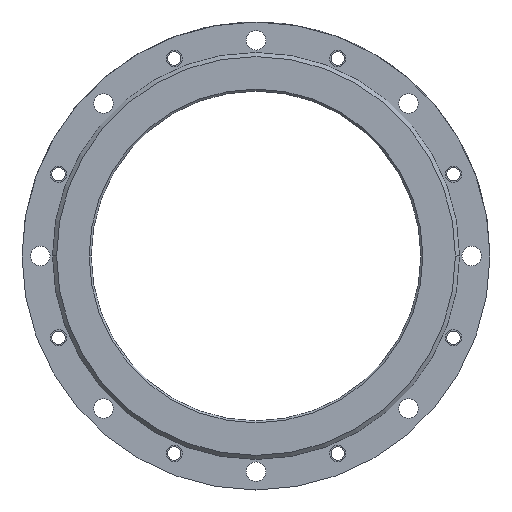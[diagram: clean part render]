
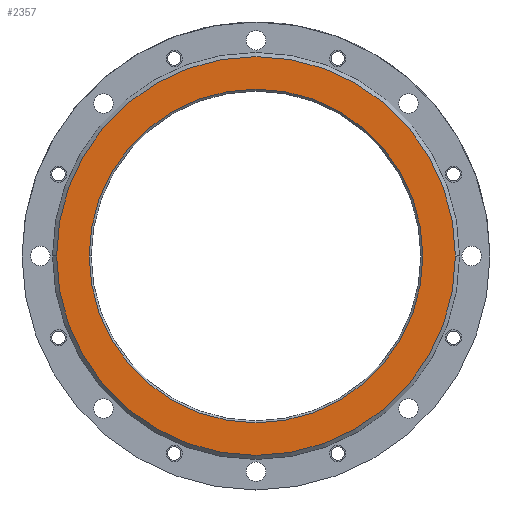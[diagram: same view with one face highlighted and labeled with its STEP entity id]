
A CAD part, front view. The second image highlights one B-rep face of the part: STEP entity #2357.
In plain terms, the highlighted planar face has unit normal (0, -1, 0).
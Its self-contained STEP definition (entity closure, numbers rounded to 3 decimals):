
#903=CARTESIAN_POINT('',(0.,0.,0.));
#904=DIRECTION('',(0.,-1.,0.));
#905=DIRECTION('',(1.,0.,0.));
#906=AXIS2_PLACEMENT_3D('',#903,#904,#905);
#908=CARTESIAN_POINT('',(0.,0.,0.));
#909=DIRECTION('',(0.,-1.,0.));
#910=DIRECTION('',(-1.,0.,0.));
#911=AXIS2_PLACEMENT_3D('',#908,#909,#910);
#913=CARTESIAN_POINT('',(0.,0.,
0.));
#914=DIRECTION('',(0.,-1.,0.));
#915=DIRECTION('',(-1.,0.,0.));
#916=AXIS2_PLACEMENT_3D('',#913,#914,#915);
#918=CARTESIAN_POINT('',(0.,0.,0.));
#919=DIRECTION('',(0.,-1.,0.));
#920=DIRECTION('',(1.,0.,0.));
#921=AXIS2_PLACEMENT_3D('',#918,#919,#920);
#1164=CARTESIAN_POINT('',(49.,0.,0.));
#1165=CARTESIAN_POINT('',(-49.,0.,0.));
#1166=VERTEX_POINT('',#1164);
#1167=VERTEX_POINT('',#1165);
#1184=CARTESIAN_POINT('',(-41.,0.,0.));
#1185=CARTESIAN_POINT('',(41.,0.,0.));
#1186=VERTEX_POINT('',#1184);
#1187=VERTEX_POINT('',#1185);
#2341=CARTESIAN_POINT('',(0.,0.,0.));
#2342=DIRECTION('',(0.,-1.,0.));
#2343=DIRECTION('',(-1.,0.,0.));
#2344=AXIS2_PLACEMENT_3D('',#2341,#2342,#2343);
#2345=PLANE('',#2344);
#2346=ORIENTED_EDGE('',*,*,#2331,.F.);
#2348=ORIENTED_EDGE('',*,*,#2347,.F.);
#2349=EDGE_LOOP('',(#2346,#2348));
#2350=FACE_OUTER_BOUND('',#2349,.F.);
#2352=ORIENTED_EDGE('',*,*,#2351,.T.);
#2354=ORIENTED_EDGE('',*,*,#2353,.T.);
#2355=EDGE_LOOP('',(#2352,#2354));
#2356=FACE_BOUND('',#2355,.F.);
#2357=ADVANCED_FACE('',(#2350,#2356),#2345,.T.);
#907=CIRCLE('',#906,49.);
#912=CIRCLE('',#911,49.);
#917=CIRCLE('',#916,41.);
#922=CIRCLE('',#921,41.);
#2331=EDGE_CURVE('',#1166,#1167,#907,.T.);
#2347=EDGE_CURVE('',#1167,#1166,#912,.T.);
#2351=EDGE_CURVE('',#1186,#1187,#917,.T.);
#2353=EDGE_CURVE('',#1187,#1186,#922,.T.);
